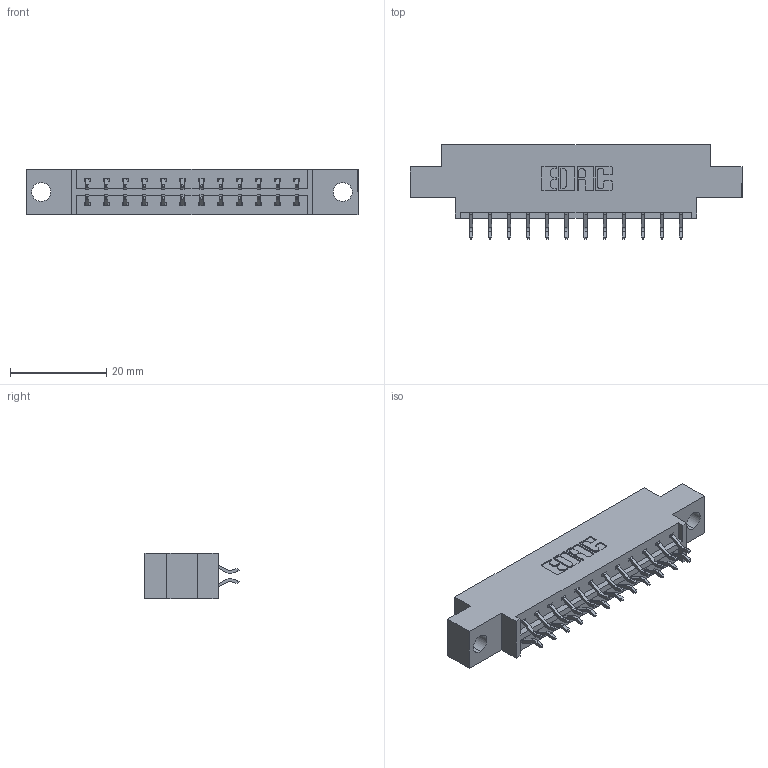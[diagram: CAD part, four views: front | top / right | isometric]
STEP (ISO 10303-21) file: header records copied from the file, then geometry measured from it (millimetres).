
FILE_DESCRIPTION (( 'STEP AP203' ), '1' );
FILE_NAME ('833-024-556-804.STEP', '2020-06-01T22:17:26', ( '' ), ( '' ), 'SwSTEP 2.0', 'SolidWorks 2020', '' );
FILE_SCHEMA (( 'CONFIG_CONTROL_DESIGN' ));
Length unit declared in the file: inch
Products named in the file (3): 345-292-001_556 Tail; 833-024-556-804; 833 Part_Offset - .156 Dia - TH
Assembly tree (25 placements, depth 2):
  833-024-556-804
    833 Part_Offset - .156 Dia - TH
    345-292-001_556 Tail  x24
Bounding box: 69.09 x 19.57 x 9.4 mm (x, y, z)
Volume: 6456.3 mm3; surface area: 7307.2 mm2
Topology: 25 solids, 25 shells, 1510 faces, 4475 edges, 2950 vertices
Faces by surface type: plane 1034, cylinder 476
Entity records: 11955 total; most frequent: CARTESIAN_POINT 2034, ORIENTED_EDGE 1958, DIRECTION 1779, EDGE_CURVE 979, VECTOR 843, LINE 843, VERTEX_POINT 650, AXIS2_PLACEMENT_3D 468
